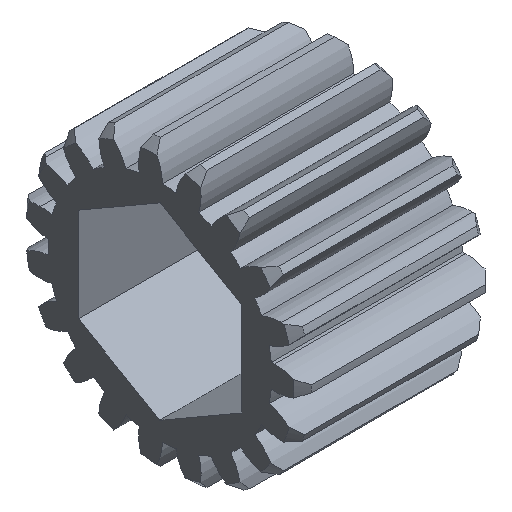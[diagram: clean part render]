
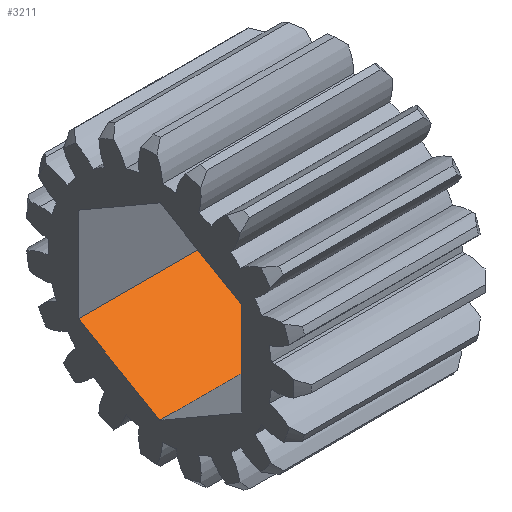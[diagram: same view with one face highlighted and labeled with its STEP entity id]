
A CAD part, isometric view. The second image highlights one B-rep face of the part: STEP entity #3211.
In plain terms, the highlighted planar face has unit normal (0, -0.5, 0.866).
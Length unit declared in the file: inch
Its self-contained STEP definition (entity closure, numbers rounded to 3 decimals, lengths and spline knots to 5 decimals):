
#424 = ORIENTED_EDGE ( 'NONE', *, *, #1375, .F. ) ;
#491 = DIRECTION ( 'NONE',  ( 0., 0.866, 0.5 ) ) ;
#692 = LINE ( 'NONE', #1702, #1701 ) ;
#705 = VECTOR ( 'NONE', #728, 39.37008 ) ;
#728 = DIRECTION ( 'NONE',  ( 1., 0., 0. ) ) ;
#854 = VERTEX_POINT ( 'NONE', #4437 ) ;
#893 = LINE ( 'NONE', #4104, #3969 ) ;
#984 = DIRECTION ( 'NONE',  ( 0., 0.866, 0.5 ) ) ;
#994 = EDGE_CURVE ( 'NONE', #4569, #2773, #893, .T. ) ;
#1307 = EDGE_CURVE ( 'NONE', #4569, #854, #1840, .T. ) ;
#1375 = EDGE_CURVE ( 'NONE', #2773, #1617, #4647, .T. ) ;
#1406 = DIRECTION ( 'NONE',  ( 0., 0.866, 0.5 ) ) ;
#1474 = ORIENTED_EDGE ( 'NONE', *, *, #994, .F. ) ;
#1617 = VERTEX_POINT ( 'NONE', #3824 ) ;
#1701 = VECTOR ( 'NONE', #984, 39.37008 ) ;
#1702 = CARTESIAN_POINT ( 'NONE',  ( 0.44, 0., -0.21651 ) ) ;
#1840 = LINE ( 'NONE', #2995, #705 ) ;
#2274 = DIRECTION ( 'NONE',  ( 1., 0., 0. ) ) ;
#2376 = PLANE ( 'NONE',  #4588 ) ;
#2466 = EDGE_LOOP ( 'NONE', ( #4415, #424, #1474, #3480 ) ) ;
#2646 = CARTESIAN_POINT ( 'NONE',  ( 0., 0., -0.21651 ) ) ;
#2765 = CARTESIAN_POINT ( 'NONE',  ( 0., 0., -0.21651 ) ) ;
#2773 = VERTEX_POINT ( 'NONE', #4423 ) ;
#2781 = EDGE_CURVE ( 'NONE', #854, #1617, #692, .T. ) ;
#2785 = DIRECTION ( 'NONE',  ( 0., 0.5, -0.866 ) ) ;
#2995 = CARTESIAN_POINT ( 'NONE',  ( 0., 0., -0.21651 ) ) ;
#3065 = CARTESIAN_POINT ( 'NONE',  ( 0., 0.1875, -0.10825 ) ) ;
#3211 = ADVANCED_FACE ( 'NONE', ( #4601 ), #2376, .F. ) ;
#3480 = ORIENTED_EDGE ( 'NONE', *, *, #1307, .T. ) ;
#3573 = VECTOR ( 'NONE', #2274, 39.37008 ) ;
#3824 = CARTESIAN_POINT ( 'NONE',  ( 0.44, 0.1875, -0.10825 ) ) ;
#3969 = VECTOR ( 'NONE', #1406, 39.37008 ) ;
#4104 = CARTESIAN_POINT ( 'NONE',  ( 0., 0., -0.21651 ) ) ;
#4415 = ORIENTED_EDGE ( 'NONE', *, *, #2781, .T. ) ;
#4423 = CARTESIAN_POINT ( 'NONE',  ( 0., 0.1875, -0.10825 ) ) ;
#4437 = CARTESIAN_POINT ( 'NONE',  ( 0.44, 0., -0.21651 ) ) ;
#4569 = VERTEX_POINT ( 'NONE', #2646 ) ;
#4588 = AXIS2_PLACEMENT_3D ( 'NONE', #2765, #2785, #491 ) ;
#4601 = FACE_OUTER_BOUND ( 'NONE', #2466, .T. ) ;
#4647 = LINE ( 'NONE', #3065, #3573 ) ;
